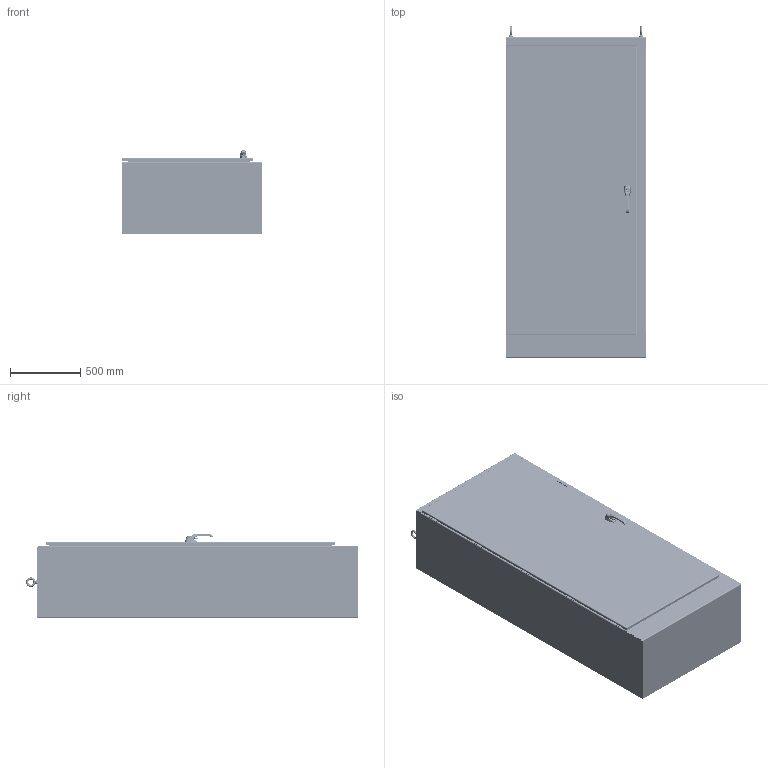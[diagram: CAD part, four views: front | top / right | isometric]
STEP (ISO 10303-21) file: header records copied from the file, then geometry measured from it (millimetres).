
FILE_DESCRIPTION(/* description */ ('WRD, N4/IP66, FS, SD, DISC., C.R.S., 90x39.5x20'),/* implementation_level */ '2;1');
FILE_NAME(/* name */ 'WRD90XM3920FS4.stp',/* time_stamp */ '2021-03-23T07:32:55-05:00',/* author */ ('kadelman'),/* organization */ (''),/* preprocessor_version */ 'ST-DEVELOPER v18.1',/* originating_system */ 'Autodesk Inventor 2020',/* authorisation */ '');
FILE_SCHEMA (('AUTOMOTIVE_DESIGN { 1 0 10303 214 3 1 1 }'));
Products named in the file (89): WRD90XM3920FS4; WRD90XM3920FS4BLS; WRDXM3920FS4TOP; WRDXM3920FS4BTM; FUN00129; 3062; 316298; HFW3025; 349132; HFW3878; 34917; 34917SP; Compress Spring; Compress Spring1; 37216; 3881; HFW500002_B; HFW309103; HFW309100; HFW309100S; HFW388167; HFW309101; HFW309101S; 38874; HFW309102; 34929; HFW332011; 34920; 3905; 30322; 3889; WRD90XM39FS4FIP; WA78XM33.75PNL; 349104; WRD90XM39FS4DR; HFW32435_asm; 1091-73; 1091-B9_ASM; 1091-74; 1091-74-01 ...
Assembly tree (138 placements, depth 5):
  WRD90XM3920FS4
    WRD90XM3920FS4BLS
    WRDXM3920FS4TOP
    WRDXM3920FS4BTM
    FUN00129
    3062  x2
    316298  x2
    HFW3025  x2
    349132  x2
    HFW3878  x2
    34917  x3
      34917SP
      Compress Spring
        Compress Spring1
    37216  x3
    3881  x2
    HFW500002_B
      HFW309103
      HFW309100
        HFW309100S
        38874  x2
        HFW388167
      HFW309101
        HFW309101S
        38874
      HFW309102
      3905  x2
      34929  x3
      HFW332011
    34920  x2
    3905  x2
    38846  x4
    30322
    3889  x6
    WRD90XM39FS4FIP
    WA78XM33.75PNL
    349104  x6
    WRD90XM39FS4DR
    HFW32435_asm
      1091-73
      1091-B9_ASM
        1091-74
        1091-74-01
      1091-75
      DIN3771_16X2_5
      2100-11
      1091-76
      D125B_10_5
      DIN985_M10
      1000-02
      1225-05
      1000-277-01  x2
      D7_2H11X20
      DIN1472_3X8_14301
      1109-22
      1091-77
      1125-94
      1121-85
    LARGE_DOOR_ROD_ASSM-37031
      HFW31712
Bounding box: 1000.23 x 2368.48 x 599.39 mm (x, y, z)
Volume: 30462407.6 mm3; surface area: 21572983.6 mm2
Topology: 159 solids, 159 shells, 5560 faces, 14212 edges, 9028 vertices
Faces by surface type: plane 2305, cylinder 1772, bspline 625, cone 363, torus 357, sphere 138
Full cylindrical faces by diameter (mm): 1.5 x2, 2 x1, 2.2 x1, 2.5 x1, 3 x4, 3.1 x2, 3.15 x1, 3.175 x2, 3.5 x3, 3.9 x1, 3.962 x6, 4 x1, 4.2 x2, 4.5 x2, 4.632 x110, 4.762 x1, 4.773 x2, 4.825 x10, 4.953 x10, 4.978 x3, 5 x6, 5.08 x10, 5.16 x20, 5.2 x1, 5.4 x3, 6 x5, 6.128 x2, 6.172 x2, 6.35 x158, 6.41 x2
Entity records: 157992 total; most frequent: CARTESIAN_POINT 79526, DIRECTION 15801, ORIENTED_EDGE 15616, EDGE_CURVE 7808, AXIS2_PLACEMENT_3D 6073, VERTEX_POINT 4869, LINE 3655, VECTOR 3655
